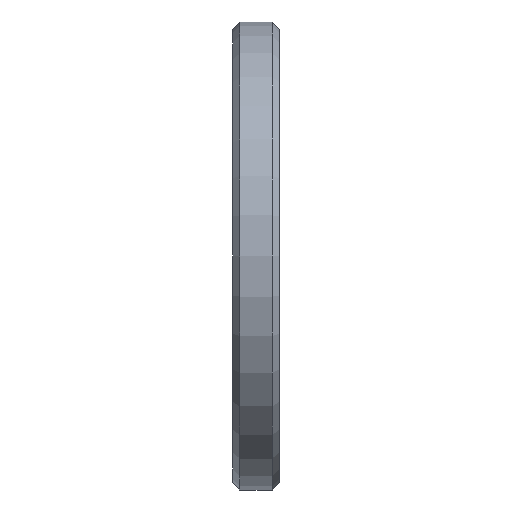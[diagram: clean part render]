
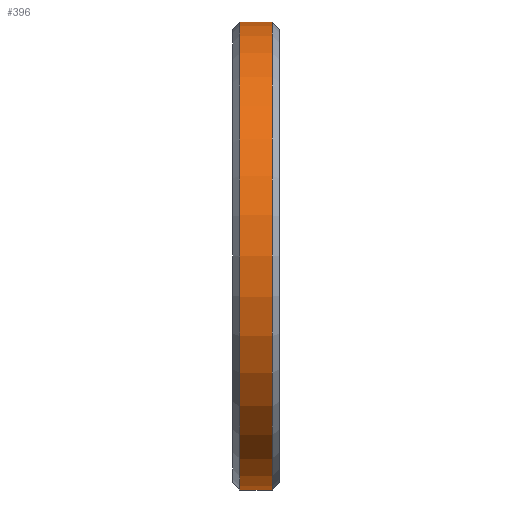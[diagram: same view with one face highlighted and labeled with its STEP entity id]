
A CAD part, left-side view. The second image highlights one B-rep face of the part: STEP entity #396.
In plain terms, the highlighted cylindrical face has radius 32 mm (diameter 64 mm), a partial arc.
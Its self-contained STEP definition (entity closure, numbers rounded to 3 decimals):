
#22 = EDGE_CURVE ( 'NONE', #119, #549, #166, .T. ) ;
#48 = EDGE_CURVE ( 'NONE', #50, #224, #334, .T. ) ;
#50 = VERTEX_POINT ( 'NONE', #249 ) ;
#91 = EDGE_CURVE ( 'NONE', #119, #224, #264, .T. ) ;
#95 = DIRECTION ( 'NONE',  ( 0., 0., -1. ) ) ;
#113 = DIRECTION ( 'NONE',  ( 0., 0., 1. ) ) ;
#119 = VERTEX_POINT ( 'NONE', #260 ) ;
#128 = VECTOR ( 'NONE', #422, 1000. ) ;
#166 = CIRCLE ( 'NONE', #494, 32. ) ;
#191 = CARTESIAN_POINT ( 'NONE',  ( 0., 0.4, 0. ) ) ;
#219 = ORIENTED_EDGE ( 'NONE', *, *, #287, .T. ) ;
#224 = VERTEX_POINT ( 'NONE', #239 ) ;
#234 = CARTESIAN_POINT ( 'NONE',  ( 0., 2.4, -32. ) ) ;
#239 = CARTESIAN_POINT ( 'NONE',  ( 0., -4., 32. ) ) ;
#249 = CARTESIAN_POINT ( 'NONE',  ( 0., -4., -32. ) ) ;
#251 = DIRECTION ( 'NONE',  ( 0., -1., 0. ) ) ;
#260 = CARTESIAN_POINT ( 'NONE',  ( 0., 0.4, 32. ) ) ;
#264 = LINE ( 'NONE', #610, #472 ) ;
#287 = EDGE_CURVE ( 'NONE', #549, #50, #374, .T. ) ;
#292 = EDGE_LOOP ( 'NONE', ( #298, #556, #219, #360 ) ) ;
#298 = ORIENTED_EDGE ( 'NONE', *, *, #91, .F. ) ;
#334 = CIRCLE ( 'NONE', #405, 32. ) ;
#336 = DIRECTION ( 'NONE',  ( 0., -1., 0. ) ) ;
#338 = DIRECTION ( 'NONE',  ( 0., 1., 0. ) ) ;
#344 = CYLINDRICAL_SURFACE ( 'NONE', #403, 32. ) ;
#360 = ORIENTED_EDGE ( 'NONE', *, *, #48, .T. ) ;
#374 = LINE ( 'NONE', #234, #128 ) ;
#396 = ADVANCED_FACE ( 'NONE', ( #588 ), #344, .T. ) ;
#403 = AXIS2_PLACEMENT_3D ( 'NONE', #530, #251, #95 ) ;
#405 = AXIS2_PLACEMENT_3D ( 'NONE', #476, #338, #438 ) ;
#422 = DIRECTION ( 'NONE',  ( 0., -1., 0. ) ) ;
#438 = DIRECTION ( 'NONE',  ( 0., 0., 1. ) ) ;
#457 = DIRECTION ( 'NONE',  ( 0., -1., 0. ) ) ;
#472 = VECTOR ( 'NONE', #457, 1000. ) ;
#476 = CARTESIAN_POINT ( 'NONE',  ( 0., -4., 0. ) ) ;
#494 = AXIS2_PLACEMENT_3D ( 'NONE', #191, #336, #113 ) ;
#530 = CARTESIAN_POINT ( 'NONE',  ( 0., 2.4, 0. ) ) ;
#549 = VERTEX_POINT ( 'NONE', #613 ) ;
#556 = ORIENTED_EDGE ( 'NONE', *, *, #22, .T. ) ;
#588 = FACE_OUTER_BOUND ( 'NONE', #292, .T. ) ;
#610 = CARTESIAN_POINT ( 'NONE',  ( 0., 2.4, 32. ) ) ;
#613 = CARTESIAN_POINT ( 'NONE',  ( 0., 0.4, -32. ) ) ;
